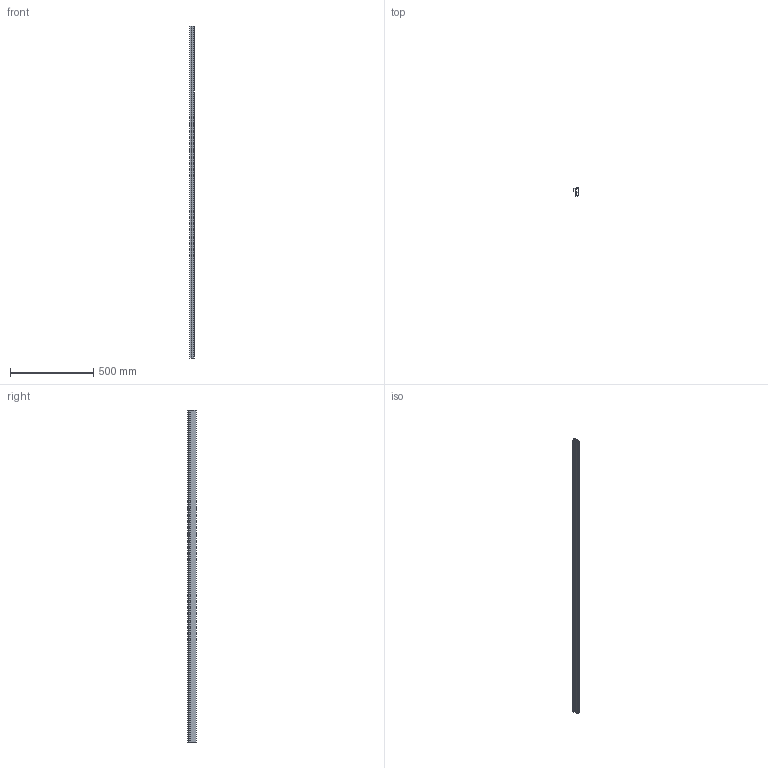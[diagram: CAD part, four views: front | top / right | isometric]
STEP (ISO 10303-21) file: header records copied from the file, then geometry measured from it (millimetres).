
FILE_DESCRIPTION (( 'STEP AP214' ), '1' );
FILE_NAME ('6132218.stp', '2024-09-05T09:49:18', ( '' ), ( '' ), 'SwSTEP 2.0', 'SolidWorks 2022', '' );
FILE_SCHEMA (( 'AUTOMOTIVE_DESIGN' ));
Length unit declared in the file: millimetre
Products named in the file (3): 6132218; 162331_Mit Teppichkante; 162352_2000mm
Assembly tree (2 placements, depth 2):
  6132218
    162352_2000mm
    162331_Mit Teppichkante
Bounding box: 28.5 x 50.5 x 2000 mm (x, y, z)
Volume: 599061.8 mm3; surface area: 784559.7 mm2
Topology: 2 solids, 2 shells, 88 faces, 278 edges, 194 vertices
Faces by surface type: cylinder 46, plane 42
Full cylindrical faces by diameter (mm): 6.1 x26
Entity records: 3960 total; most frequent: DIRECTION 504, CARTESIAN_POINT 487, ORIENTED_EDGE 452, EDGE_CURVE 226, AXIS2_PLACEMENT_3D 185, VERTEX_POINT 168, EDGE_LOOP 166, LINE 134
